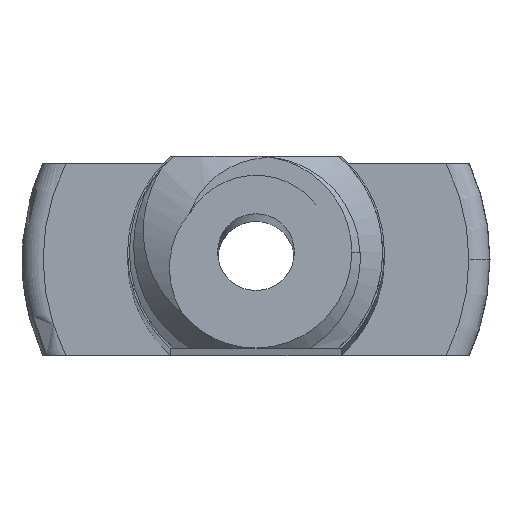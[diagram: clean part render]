
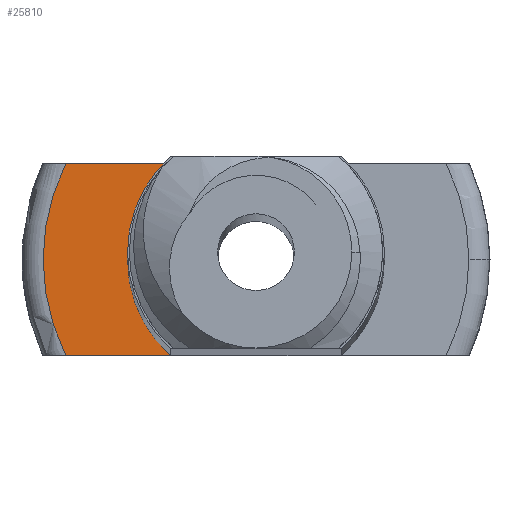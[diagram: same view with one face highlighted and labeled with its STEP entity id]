
A CAD part, top view. The second image highlights one B-rep face of the part: STEP entity #25810.
In plain terms, the highlighted planar face has unit normal (0, 0, 1).
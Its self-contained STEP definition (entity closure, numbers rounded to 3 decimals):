
#7726 = PLANE('',#7727);
#7727 = AXIS2_PLACEMENT_3D('',#7728,#7729,#7730);
#7728 = CARTESIAN_POINT('',(-12.5,-2.5,200.));
#7729 = DIRECTION('',(0.,1.,0.));
#7730 = DIRECTION('',(-1.,0.,0.));
#8515 = PLANE('',#8516);
#8516 = AXIS2_PLACEMENT_3D('',#8517,#8518,#8519);
#8517 = CARTESIAN_POINT('',(-12.5,2.5,200.));
#8518 = DIRECTION('',(0.,-1.,0.));
#8519 = DIRECTION('',(1.,0.,0.));
#11093 = VERTEX_POINT('',#11094);
#11094 = CARTESIAN_POINT('',(-2.23,-2.5,0.));
#11108 = CYLINDRICAL_SURFACE('',#11109,3.35);
#11109 = AXIS2_PLACEMENT_3D('',#11110,#11111,#11112);
#11110 = CARTESIAN_POINT('',(0.,0.,
    104.85));
#11111 = DIRECTION('',(0.,0.,-1.));
#11112 = DIRECTION('',(1.,0.,0.));
#11120 = EDGE_CURVE('',#11121,#11093,#11123,.T.);
#11121 = VERTEX_POINT('',#11122);
#11122 = CARTESIAN_POINT('',(-4.955,-2.5,0.));
#11123 = SURFACE_CURVE('',#11124,(#11128,#11135),.PCURVE_S1.);
#11124 = LINE('',#11125,#11126);
#11125 = CARTESIAN_POINT('',(-6.25,-2.5,0.));
#11126 = VECTOR('',#11127,1.);
#11127 = DIRECTION('',(1.,0.,0.));
#11128 = PCURVE('',#7726,#11129);
#11129 = DEFINITIONAL_REPRESENTATION('',(#11130),#11134);
#11130 = LINE('',#11131,#11132);
#11131 = CARTESIAN_POINT('',(-6.25,-200.));
#11132 = VECTOR('',#11133,1.);
#11133 = DIRECTION('',(-1.,0.));
#11134 = ( GEOMETRIC_REPRESENTATION_CONTEXT(2) 
PARAMETRIC_REPRESENTATION_CONTEXT() REPRESENTATION_CONTEXT('2D SPACE',''
  ) );
#11135 = PCURVE('',#11136,#11141);
#11136 = PLANE('',#11137);
#11137 = AXIS2_PLACEMENT_3D('',#11138,#11139,#11140);
#11138 = CARTESIAN_POINT('',(0.,0.,
    0.));
#11139 = DIRECTION('',(0.,0.,-1.));
#11140 = DIRECTION('',(1.,0.,0.));
#11141 = DEFINITIONAL_REPRESENTATION('',(#11142),#11146);
#11142 = LINE('',#11143,#11144);
#11143 = CARTESIAN_POINT('',(-6.25,2.5));
#11144 = VECTOR('',#11145,1.);
#11145 = DIRECTION('',(1.,0.));
#11146 = ( GEOMETRIC_REPRESENTATION_CONTEXT(2) 
PARAMETRIC_REPRESENTATION_CONTEXT() REPRESENTATION_CONTEXT('2D SPACE',''
  ) );
#11202 = TOROIDAL_SURFACE('',#11203,5.55,0.55);
#11203 = AXIS2_PLACEMENT_3D('',#11204,#11205,#11206);
#11204 = CARTESIAN_POINT('',(0.,0.,-0.55
    ));
#11205 = DIRECTION('',(0.,0.,1.));
#11206 = DIRECTION('',(1.,0.,0.));
#24358 = VERTEX_POINT('',#24359);
#24359 = CARTESIAN_POINT('',(-2.23,2.5,0.));
#24380 = EDGE_CURVE('',#24381,#24358,#24383,.T.);
#24381 = VERTEX_POINT('',#24382);
#24382 = CARTESIAN_POINT('',(-4.955,2.5,0.));
#24383 = SURFACE_CURVE('',#24384,(#24388,#24395),.PCURVE_S1.);
#24384 = LINE('',#24385,#24386);
#24385 = CARTESIAN_POINT('',(-6.25,2.5,0.));
#24386 = VECTOR('',#24387,1.);
#24387 = DIRECTION('',(1.,0.,0.));
#24388 = PCURVE('',#8515,#24389);
#24389 = DEFINITIONAL_REPRESENTATION('',(#24390),#24394);
#24390 = LINE('',#24391,#24392);
#24391 = CARTESIAN_POINT('',(6.25,-200.));
#24392 = VECTOR('',#24393,1.);
#24393 = DIRECTION('',(1.,0.));
#24394 = ( GEOMETRIC_REPRESENTATION_CONTEXT(2) 
PARAMETRIC_REPRESENTATION_CONTEXT() REPRESENTATION_CONTEXT('2D SPACE',''
  ) );
#24395 = PCURVE('',#11136,#24396);
#24396 = DEFINITIONAL_REPRESENTATION('',(#24397),#24401);
#24397 = LINE('',#24398,#24399);
#24398 = CARTESIAN_POINT('',(-6.25,-2.5));
#24399 = VECTOR('',#24400,1.);
#24400 = DIRECTION('',(1.,0.));
#24401 = ( GEOMETRIC_REPRESENTATION_CONTEXT(2) 
PARAMETRIC_REPRESENTATION_CONTEXT() REPRESENTATION_CONTEXT('2D SPACE',''
  ) );
#25739 = EDGE_CURVE('',#11093,#24358,#25740,.T.);
#25740 = SURFACE_CURVE('',#25741,(#25746,#25753),.PCURVE_S1.);
#25741 = CIRCLE('',#25742,3.35);
#25742 = AXIS2_PLACEMENT_3D('',#25743,#25744,#25745);
#25743 = CARTESIAN_POINT('',(0.,0.,
    0.));
#25744 = DIRECTION('',(0.,0.,-1.));
#25745 = DIRECTION('',(1.,0.,0.));
#25746 = PCURVE('',#11108,#25747);
#25747 = DEFINITIONAL_REPRESENTATION('',(#25748),#25752);
#25748 = LINE('',#25749,#25750);
#25749 = CARTESIAN_POINT('',(0.,104.85));
#25750 = VECTOR('',#25751,1.);
#25751 = DIRECTION('',(1.,0.));
#25752 = ( GEOMETRIC_REPRESENTATION_CONTEXT(2) 
PARAMETRIC_REPRESENTATION_CONTEXT() REPRESENTATION_CONTEXT('2D SPACE',''
  ) );
#25753 = PCURVE('',#11136,#25754);
#25754 = DEFINITIONAL_REPRESENTATION('',(#25755),#25759);
#25755 = CIRCLE('',#25756,3.35);
#25756 = AXIS2_PLACEMENT_2D('',#25757,#25758);
#25757 = CARTESIAN_POINT('',(0.,0.));
#25758 = DIRECTION('',(1.,0.));
#25759 = ( GEOMETRIC_REPRESENTATION_CONTEXT(2) 
PARAMETRIC_REPRESENTATION_CONTEXT() REPRESENTATION_CONTEXT('2D SPACE',''
  ) );
#25810 = ADVANCED_FACE('',(#25811),#11136,.F.);
#25811 = FACE_BOUND('',#25812,.T.);
#25812 = EDGE_LOOP('',(#25813,#25814,#25815,#25816));
#25813 = ORIENTED_EDGE('',*,*,#11120,.T.);
#25814 = ORIENTED_EDGE('',*,*,#25739,.T.);
#25815 = ORIENTED_EDGE('',*,*,#24380,.F.);
#25816 = ORIENTED_EDGE('',*,*,#25817,.F.);
#25817 = EDGE_CURVE('',#11121,#24381,#25818,.T.);
#25818 = SURFACE_CURVE('',#25819,(#25824,#25831),.PCURVE_S1.);
#25819 = CIRCLE('',#25820,5.55);
#25820 = AXIS2_PLACEMENT_3D('',#25821,#25822,#25823);
#25821 = CARTESIAN_POINT('',(0.,0.,
    0.));
#25822 = DIRECTION('',(0.,0.,-1.));
#25823 = DIRECTION('',(1.,0.,0.));
#25824 = PCURVE('',#11136,#25825);
#25825 = DEFINITIONAL_REPRESENTATION('',(#25826),#25830);
#25826 = CIRCLE('',#25827,5.55);
#25827 = AXIS2_PLACEMENT_2D('',#25828,#25829);
#25828 = CARTESIAN_POINT('',(0.,0.));
#25829 = DIRECTION('',(1.,0.));
#25830 = ( GEOMETRIC_REPRESENTATION_CONTEXT(2) 
PARAMETRIC_REPRESENTATION_CONTEXT() REPRESENTATION_CONTEXT('2D SPACE',''
  ) );
#25831 = PCURVE('',#11202,#25832);
#25832 = DEFINITIONAL_REPRESENTATION('',(#25833),#25837);
#25833 = LINE('',#25834,#25835);
#25834 = CARTESIAN_POINT('',(-0.,7.854));
#25835 = VECTOR('',#25836,1.);
#25836 = DIRECTION('',(-1.,0.));
#25837 = ( GEOMETRIC_REPRESENTATION_CONTEXT(2) 
PARAMETRIC_REPRESENTATION_CONTEXT() REPRESENTATION_CONTEXT('2D SPACE',''
  ) );
